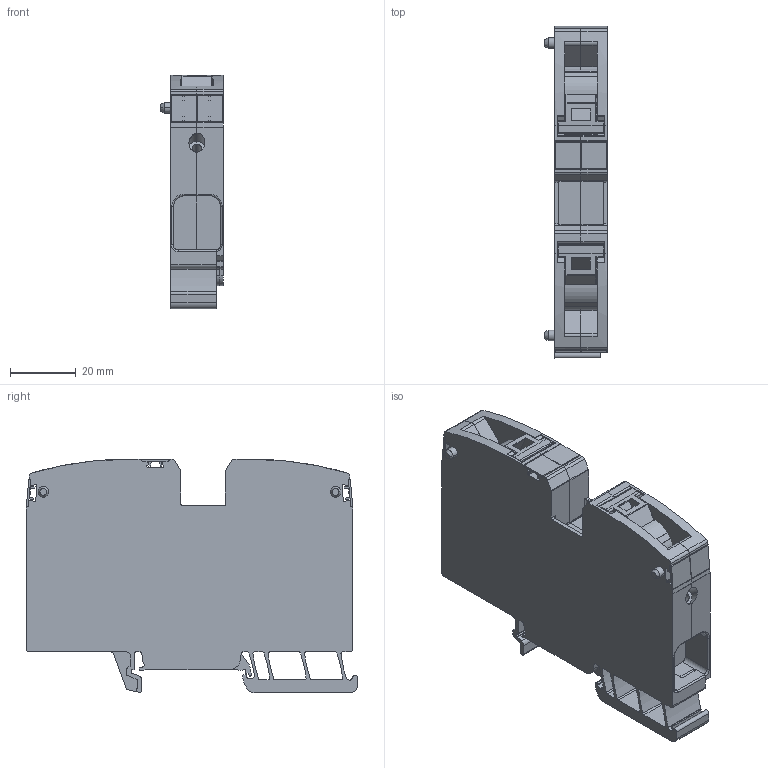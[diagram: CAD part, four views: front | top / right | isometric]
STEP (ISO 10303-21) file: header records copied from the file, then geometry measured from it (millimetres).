
FILE_DESCRIPTION(('CATIA V5 STEP Exchange','CAx-IF Rec.Pracs.--- Model Styling and Organization---1.4--- 2014-01-23'),'2;1');
FILE_NAME ('D1463871_0', '2020-07-23T07:56:44+00:00', ('none'), ('Weidmueller'), 'CATIA Version 5-6 Release 2016 SP3 HF44', 'CATIA V5 STEP AP214', 'none');
FILE_SCHEMA(('AUTOMOTIVE_DESIGN { 1 0 10303 214 1 1 1 1 }'));
Length unit declared in the file: millimetre
Products named in the file (1): 2742060000
Bounding box: 19 x 100.97 x 71.1 mm (x, y, z)
Volume: 85354.4 mm3; surface area: 38876.7 mm2
Topology: 10 solids, 12 shells, 981 faces, 2855 edges, 1909 vertices
Faces by surface type: plane 566, cylinder 356, cone 27, torus 15, sphere 7, extrusion 5, bspline 5
Entity records: 32914 total; most frequent: CARTESIAN_POINT 7267, ORIENTED_EDGE 5696, DIRECTION 4236, EDGE_CURVE 2848, VECTOR 1993, LINE 1988, VERTEX_POINT 1909, AXIS2_PLACEMENT_3D 1463
